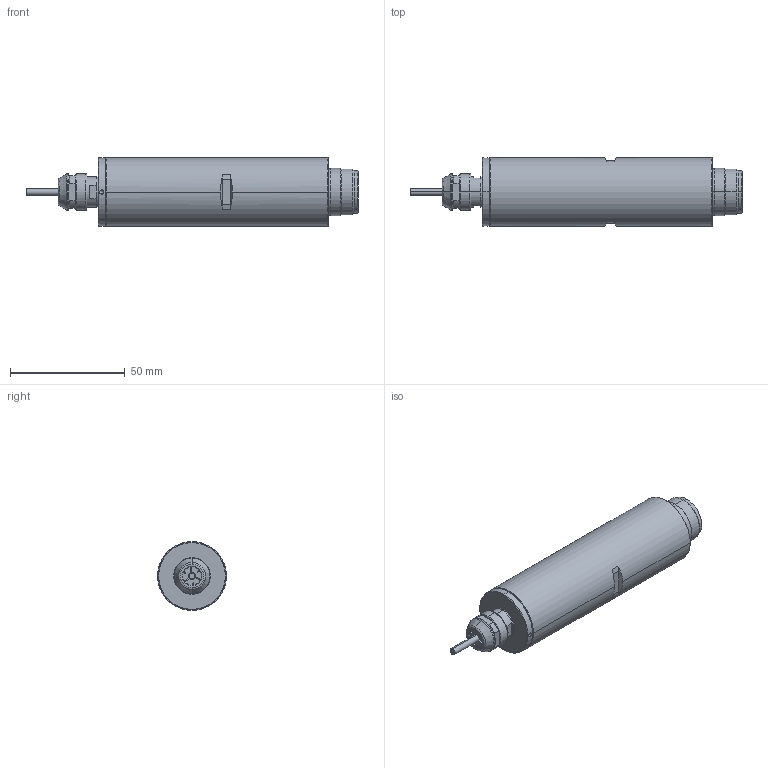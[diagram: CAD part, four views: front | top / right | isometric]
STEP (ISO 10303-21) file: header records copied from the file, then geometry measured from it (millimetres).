
FILE_DESCRIPTION (( 'STEP AP203' ), '1' );
FILE_NAME ('K431F-161---（スピンドル）.STEP', '2016-06-03T01:31:14', ( '' ), ( '' ), 'SwSTEP 2.0', 'SolidWorks 2013', '' );
FILE_SCHEMA (( 'CONFIG_CONTROL_DESIGN' ));
Length unit declared in the file: millimetre
Products named in the file (1): K431F-161---（スピンドル）
Bounding box: 144.47 x 30 x 30 mm (x, y, z)
Volume: 54976.1 mm3; surface area: 31444.1 mm2
Topology: 9 solids, 9 shells, 568 faces, 1415 edges, 897 vertices
Faces by surface type: cylinder 234, plane 166, cone 138, bspline 30
Entity records: 21337 total; most frequent: CARTESIAN_POINT 7971, DIRECTION 2825, ORIENTED_EDGE 2814, EDGE_CURVE 1407, AXIS2_PLACEMENT_3D 1134, VERTEX_POINT 897, EDGE_LOOP 622, CIRCLE 595
